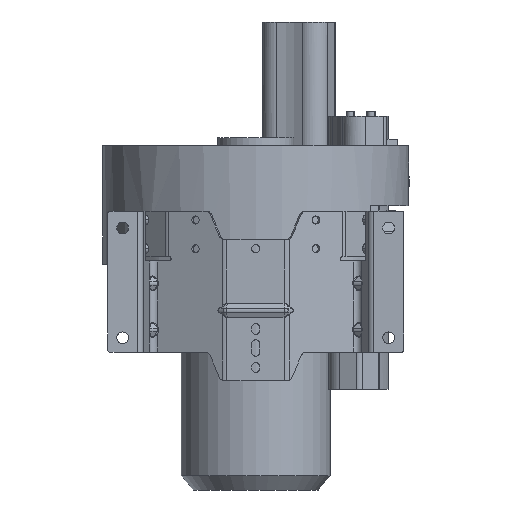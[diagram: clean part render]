
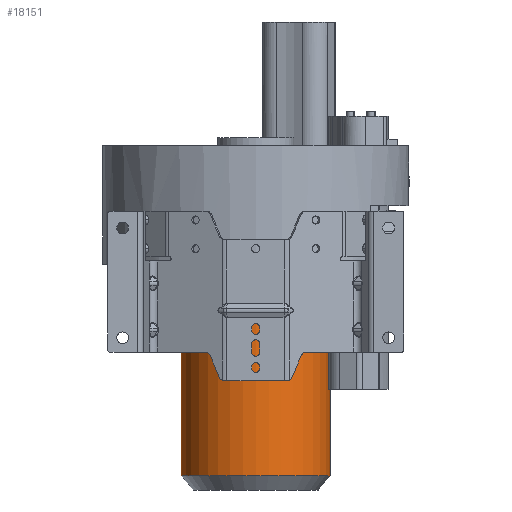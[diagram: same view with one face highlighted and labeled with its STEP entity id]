
A CAD part, front view. The second image highlights one B-rep face of the part: STEP entity #18151.
In plain terms, the highlighted cylindrical face has radius 88 mm (diameter 176 mm), a partial arc.
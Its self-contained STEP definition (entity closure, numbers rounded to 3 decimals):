
#2264=CARTESIAN_POINT('',(0.,0.,-35.13));
#2265=DIRECTION('',(0.,0.,-1.));
#2266=DIRECTION('',(1.,0.,0.));
#2267=AXIS2_PLACEMENT_3D('',#2264,#2265,#2266);
#5728=DIRECTION('',(0.,0.,-1.));
#5729=VECTOR('',#5728,250.4);
#5730=CARTESIAN_POINT('',(-88.,0.,-35.13));
#5731=LINE('',#5730,#5729);
#5785=CARTESIAN_POINT('',(0.,0.,-285.53));
#5786=DIRECTION('',(0.,0.,-1.));
#5787=DIRECTION('',(1.,0.,0.));
#5788=AXIS2_PLACEMENT_3D('',#5785,#5786,#5787);
#5790=DIRECTION('',(0.,0.,-1.));
#5791=VECTOR('',#5790,250.4);
#5792=CARTESIAN_POINT('',(88.,0.,-35.13));
#5793=LINE('',#5792,#5791);
#11030=CARTESIAN_POINT('',(-88.,0.,-35.13));
#11031=CARTESIAN_POINT('',(88.,0.,-35.13));
#11032=VERTEX_POINT('',#11030);
#11033=VERTEX_POINT('',#11031);
#11038=CARTESIAN_POINT('',(88.,0.,-285.53));
#11039=CARTESIAN_POINT('',(-88.,0.,-285.53));
#11040=VERTEX_POINT('',#11038);
#11041=VERTEX_POINT('',#11039);
#18140=CARTESIAN_POINT('',(0.,0.,-35.13));
#18141=DIRECTION('',(0.,0.,-1.));
#18142=DIRECTION('',(-1.,0.,0.));
#18143=AXIS2_PLACEMENT_3D('',#18140,#18141,#18142);
#18144=CYLINDRICAL_SURFACE('',#18143,88.);
#18145=ORIENTED_EDGE('',*,*,#18134,.T.);
#18146=ORIENTED_EDGE('',*,*,#18086,.F.);
#18147=ORIENTED_EDGE('',*,*,#13959,.F.);
#18148=ORIENTED_EDGE('',*,*,#18083,.T.);
#18149=EDGE_LOOP('',(#18145,#18146,#18147,#18148));
#18150=FACE_OUTER_BOUND('',#18149,.F.);
#18151=ADVANCED_FACE('',(#18150),#18144,.T.);
#2268=CIRCLE('',#2267,88.);
#5789=CIRCLE('',#5788,88.);
#13959=EDGE_CURVE('',#11033,#11032,#2268,.T.);
#18083=EDGE_CURVE('',#11033,#11040,#5793,.T.);
#18086=EDGE_CURVE('',#11032,#11041,#5731,.T.);
#18134=EDGE_CURVE('',#11040,#11041,#5789,.T.);
